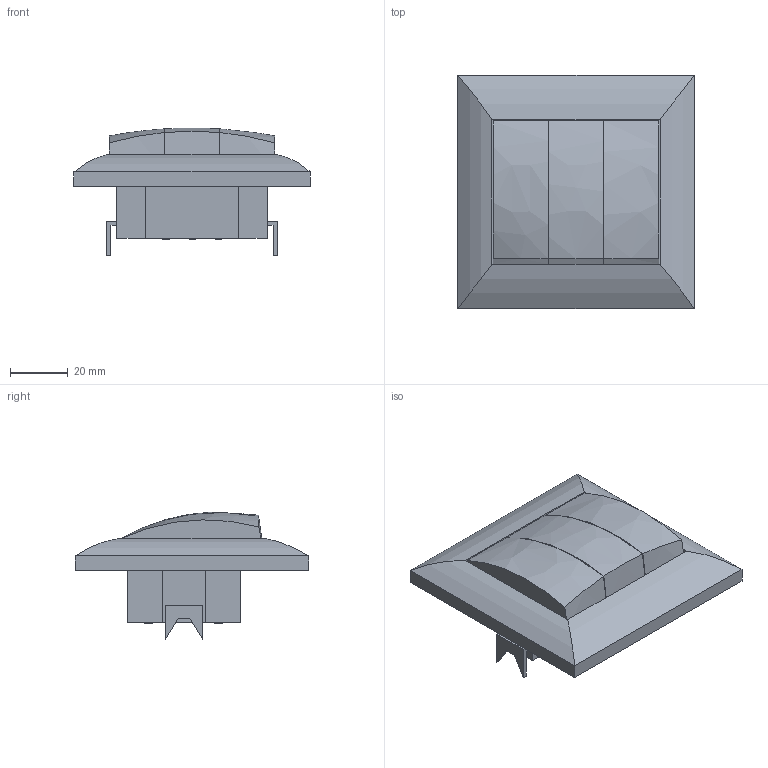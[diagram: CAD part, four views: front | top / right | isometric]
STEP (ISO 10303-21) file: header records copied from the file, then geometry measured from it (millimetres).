
FILE_DESCRIPTION (( 'STEP AP203' ), '1' );
FILE_NAME ('EVK30-K01-10-DM ÂÑ10-3-0-ÊÁ Âûêëþ÷àòåëü 3êë 10À ÊÂÀÐÒÀ (áåëûé).STEP', '2016-11-23T12:27:25', ( '' ), ( '' ), 'SwSTEP 2.0', 'SolidWorks 2014', '' );
FILE_SCHEMA (( 'CONFIG_CONTROL_DESIGN' ));
Length unit declared in the file: millimetre
Products named in the file (1): EVK30-K01-10-DM ÂÑ10-3-0-ÊÁ Âûêëþ÷àòåëü 3êë 10À ÊÂÀÐÒÀ (áåëûé)
Bounding box: 81.5 x 80.5 x 44.08 mm (x, y, z)
Volume: 94238.7 mm3; surface area: 31443.3 mm2
Topology: 1 solids, 1 shells, 225 faces, 597 edges, 396 vertices
Faces by surface type: plane 119, bspline 74, cylinder 32
Full cylindrical faces by diameter (mm): 2.5 x8, 4 x4
Entity records: 8730 total; most frequent: CARTESIAN_POINT 3513, ORIENTED_EDGE 1170, DIRECTION 809, EDGE_CURVE 585, VERTEX_POINT 396, VECTOR 373, LINE 373, EDGE_LOOP 275
